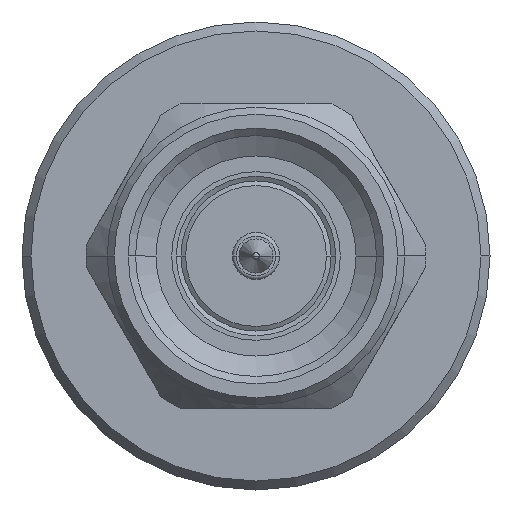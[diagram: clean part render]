
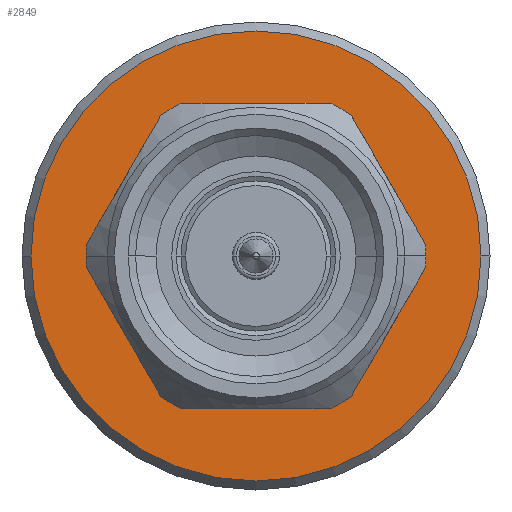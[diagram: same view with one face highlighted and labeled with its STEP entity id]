
A CAD part, left-side view. The second image highlights one B-rep face of the part: STEP entity #2849.
In plain terms, the highlighted planar face has unit normal (-1, 0, 0).
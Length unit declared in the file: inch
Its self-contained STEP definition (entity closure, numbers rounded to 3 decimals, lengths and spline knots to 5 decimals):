
#39 = ORIENTED_EDGE ( 'NONE', *, *, #2926, .F. ) ;
#120 = CARTESIAN_POINT ( 'NONE',  ( 0.34866, 0., 0. ) ) ;
#210 = AXIS2_PLACEMENT_3D ( 'NONE', #3655, #889, #2777 ) ;
#369 = PLANE ( 'NONE',  #954 ) ;
#406 = DIRECTION ( 'NONE',  ( -1., 0., 0. ) ) ;
#459 = VERTEX_POINT ( 'NONE', #3907 ) ;
#495 = AXIS2_PLACEMENT_3D ( 'NONE', #120, #406, #1649 ) ;
#617 = CARTESIAN_POINT ( 'NONE',  ( 0.34866, 0.239, 0. ) ) ;
#776 = VERTEX_POINT ( 'NONE', #2806 ) ;
#889 = DIRECTION ( 'NONE',  ( -1., 0., 0. ) ) ;
#954 = AXIS2_PLACEMENT_3D ( 'NONE', #2247, #3227, #3473 ) ;
#983 = EDGE_CURVE ( 'NONE', #1220, #459, #2302, .T. ) ;
#1094 = CARTESIAN_POINT ( 'NONE',  ( 0.34866, -0.12928, 0. ) ) ;
#1220 = VERTEX_POINT ( 'NONE', #617 ) ;
#1555 = CARTESIAN_POINT ( 'NONE',  ( 0.34866, 0., 0. ) ) ;
#1649 = DIRECTION ( 'NONE',  ( 0., -1., 0. ) ) ;
#1702 = DIRECTION ( 'NONE',  ( -1., 0., 0. ) ) ;
#1706 = AXIS2_PLACEMENT_3D ( 'NONE', #3608, #1702, #3591 ) ;
#1992 = FACE_OUTER_BOUND ( 'NONE', #3932, .T. ) ;
#2123 = DIRECTION ( 'NONE',  ( 0., -1., 0. ) ) ;
#2191 = CIRCLE ( 'NONE', #495, 0.12928 ) ;
#2209 = AXIS2_PLACEMENT_3D ( 'NONE', #1555, #3956, #2123 ) ;
#2228 = FACE_BOUND ( 'NONE', #2747, .T. ) ;
#2247 = CARTESIAN_POINT ( 'NONE',  ( 0.34866, 0.12928, 0. ) ) ;
#2248 = ORIENTED_EDGE ( 'NONE', *, *, #3022, .F. ) ;
#2302 = CIRCLE ( 'NONE', #210, 0.239 ) ;
#2740 = ORIENTED_EDGE ( 'NONE', *, *, #3605, .T. ) ;
#2747 = EDGE_LOOP ( 'NONE', ( #39, #2248 ) ) ;
#2777 = DIRECTION ( 'NONE',  ( 0., -1., 0. ) ) ;
#2806 = CARTESIAN_POINT ( 'NONE',  ( 0.34866, 0.12928, 0. ) ) ;
#2849 = ADVANCED_FACE ( 'NONE', ( #2228, #1992 ), #369, .F. ) ;
#2926 = EDGE_CURVE ( 'NONE', #3472, #776, #2191, .T. ) ;
#3022 = EDGE_CURVE ( 'NONE', #776, #3472, #3841, .T. ) ;
#3227 = DIRECTION ( 'NONE',  ( 1., 0., 0. ) ) ;
#3236 = CIRCLE ( 'NONE', #2209, 0.239 ) ;
#3472 = VERTEX_POINT ( 'NONE', #1094 ) ;
#3473 = DIRECTION ( 'NONE',  ( 0., 1., 0. ) ) ;
#3591 = DIRECTION ( 'NONE',  ( 0., -1., 0. ) ) ;
#3605 = EDGE_CURVE ( 'NONE', #459, #1220, #3236, .T. ) ;
#3608 = CARTESIAN_POINT ( 'NONE',  ( 0.34866, 0., 0. ) ) ;
#3611 = ORIENTED_EDGE ( 'NONE', *, *, #983, .T. ) ;
#3655 = CARTESIAN_POINT ( 'NONE',  ( 0.34866, 0., 0. ) ) ;
#3841 = CIRCLE ( 'NONE', #1706, 0.12928 ) ;
#3907 = CARTESIAN_POINT ( 'NONE',  ( 0.34866, -0.239, 0. ) ) ;
#3932 = EDGE_LOOP ( 'NONE', ( #3611, #2740 ) ) ;
#3956 = DIRECTION ( 'NONE',  ( -1., 0., 0. ) ) ;
